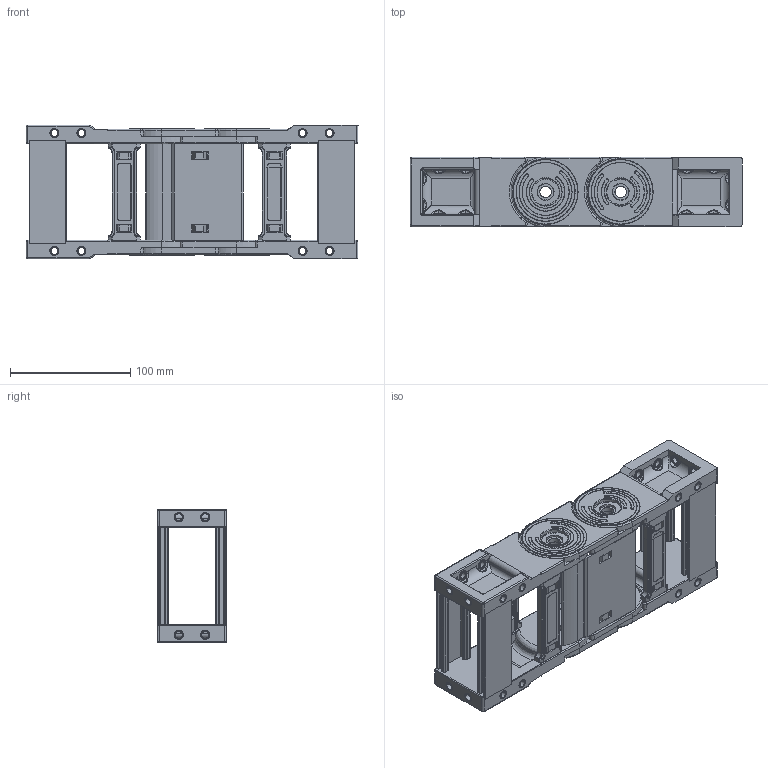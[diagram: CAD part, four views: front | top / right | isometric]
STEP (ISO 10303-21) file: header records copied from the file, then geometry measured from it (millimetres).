
FILE_DESCRIPTION (( 'STEP AP214' ), '1' );
FILE_NAME ('CK42-Y080-AYAK.STEP', '2019-09-18T12:44:00', ( '' ), ( '' ), 'SwSTEP 2.0', 'SolidWorks 2017', '' );
FILE_SCHEMA (( 'AUTOMOTIVE_DESIGN' ));
Length unit declared in the file: millimetre
Products named in the file (1): CK42-Y080-AYAK
Bounding box: 276.4 x 58 x 111.5 mm (x, y, z)
Volume: 365891.4 mm3; surface area: 240304.7 mm2
Topology: 41 solids, 41 shells, 3197 faces, 8214 edges, 5122 vertices
Faces by surface type: cylinder 1286, plane 1171, bspline 388, torus 292, sphere 60
Entity records: 152870 total; most frequent: CARTESIAN_POINT 80851, ORIENTED_EDGE 16244, DIRECTION 12680, EDGE_CURVE 8122, VERTEX_POINT 5122, AXIS2_PLACEMENT_3D 4366, VECTOR 3948, LINE 3948
